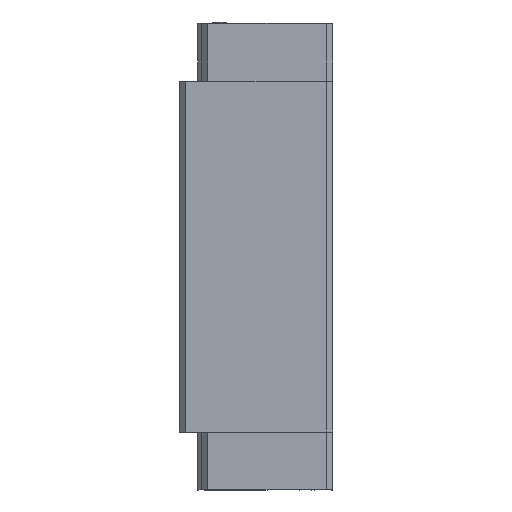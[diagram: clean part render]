
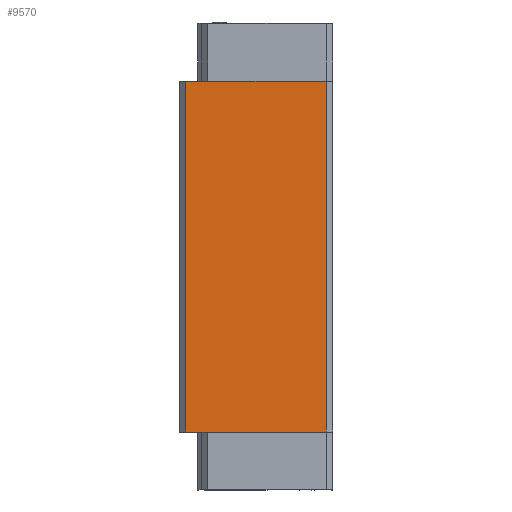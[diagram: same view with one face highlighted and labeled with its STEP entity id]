
A CAD part, left-side view. The second image highlights one B-rep face of the part: STEP entity #9570.
In plain terms, the highlighted planar face has unit normal (-1, 0, 0).
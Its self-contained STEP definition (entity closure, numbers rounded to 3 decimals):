
#4711 = LINE ( 'NONE', #4717, #4775 ) ;
#4717 = CARTESIAN_POINT ( 'NONE',  ( -24., -15., -39.3 ) ) ;
#4772 = CARTESIAN_POINT ( 'NONE',  ( -24., -15., 39.3 ) ) ;
#4773 = CARTESIAN_POINT ( 'NONE',  ( -24., -15., -39.3 ) ) ;
#4774 = DIRECTION ( 'NONE',  ( 0., 0., 1. ) ) ;
#4775 = VECTOR ( 'NONE', #4774, 1000. ) ;
#4778 = DIRECTION ( 'NONE',  ( 0., 0., -1. ) ) ;
#4779 = VECTOR ( 'NONE', #4778, 1000. ) ;
#4780 = CARTESIAN_POINT ( 'NONE',  ( -24., 16.5, -39.3 ) ) ;
#4781 = LINE ( 'NONE', #4780, #4779 ) ;
#4782 = CARTESIAN_POINT ( 'NONE',  ( -24., 16.5, -39.3 ) ) ;
#4793 = DIRECTION ( 'NONE',  ( 0., 1., 0. ) ) ;
#4794 = VECTOR ( 'NONE', #4793, 1000. ) ;
#4795 = CARTESIAN_POINT ( 'NONE',  ( -24., 16.5, 39.3 ) ) ;
#4796 = LINE ( 'NONE', #4795, #4794 ) ;
#4797 = DIRECTION ( 'NONE',  ( 0., -1., 0. ) ) ;
#4798 = VECTOR ( 'NONE', #4797, 1000. ) ;
#4799 = CARTESIAN_POINT ( 'NONE',  ( -24., 16.5, -39.3 ) ) ;
#4800 = LINE ( 'NONE', #4799, #4798 ) ;
#4807 = DIRECTION ( 'NONE',  ( 0., 0., 1. ) ) ;
#4808 = DIRECTION ( 'NONE',  ( -1., 0., 0. ) ) ;
#4809 = CARTESIAN_POINT ( 'NONE',  ( -24., 16.5, -39.3 ) ) ;
#4810 = AXIS2_PLACEMENT_3D ( 'NONE', #4809, #4808, #4807 ) ;
#4811 = PLANE ( 'NONE',  #4810 ) ;
#4812 = FACE_OUTER_BOUND ( 'NONE', #9571, .T. ) ;
#4832 = CARTESIAN_POINT ( 'NONE',  ( -24., 16.5, 39.3 ) ) ;
#9482 = EDGE_CURVE ( 'NONE', #9483, #9484, #4711, .T. ) ;
#9483 = VERTEX_POINT ( 'NONE', #4773 ) ;
#9484 = VERTEX_POINT ( 'NONE', #4772 ) ;
#9511 = EDGE_CURVE ( 'NONE', #9526, #9483, #4800, .T. ) ;
#9519 = EDGE_CURVE ( 'NONE', #9484, #9541, #4796, .T. ) ;
#9526 = VERTEX_POINT ( 'NONE', #4782 ) ;
#9528 = EDGE_CURVE ( 'NONE', #9541, #9526, #4781, .T. ) ;
#9541 = VERTEX_POINT ( 'NONE', #4832 ) ;
#9570 = ADVANCED_FACE ( 'NONE', ( #4812 ), #4811, .T. ) ;
#9571 = EDGE_LOOP ( 'NONE', ( #9572, #9573, #9574, #9575 ) ) ;
#9572 = ORIENTED_EDGE ( 'NONE', *, *, #9528, .T. ) ;
#9573 = ORIENTED_EDGE ( 'NONE', *, *, #9511, .T. ) ;
#9574 = ORIENTED_EDGE ( 'NONE', *, *, #9482, .T. ) ;
#9575 = ORIENTED_EDGE ( 'NONE', *, *, #9519, .T. ) ;
